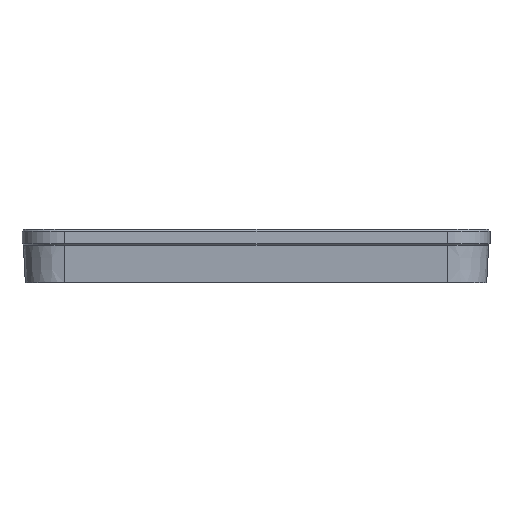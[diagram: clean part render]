
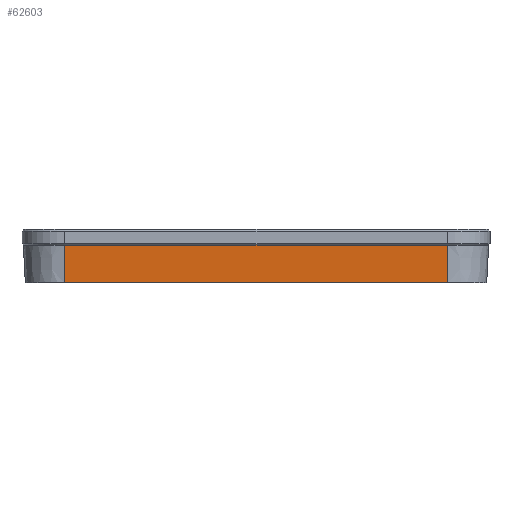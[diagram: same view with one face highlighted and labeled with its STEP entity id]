
A CAD part, left-side view. The second image highlights one B-rep face of the part: STEP entity #62603.
In plain terms, the highlighted face is planar.
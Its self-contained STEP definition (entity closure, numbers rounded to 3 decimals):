
#294=DIRECTION('',(0.,0.,1.));
#295=VECTOR('',#294,72.);
#296=CARTESIAN_POINT('',(-43.383,0.,-36.));
#297=LINE('16325',#296,#295);
#448=DIRECTION('',(-0.052,0.999,0.));
#449=VECTOR('',#448,7.01);
#450=CARTESIAN_POINT('',(-43.383,0.,36.));
#451=LINE('16342',#450,#449);
#455=DIRECTION('',(-0.052,0.999,0.));
#456=VECTOR('',#455,7.01);
#457=CARTESIAN_POINT('',(-43.383,0.,-36.));
#458=LINE('16341',#457,#456);
#515=DIRECTION('',(0.,0.,1.));
#516=VECTOR('',#515,72.);
#517=CARTESIAN_POINT('',(-43.75,7.,-36.));
#518=LINE('16333',#517,#516);
#55649=CARTESIAN_POINT('',(-43.383,0.,-36.));
#55651=VERTEX_POINT('',#55649);
#55652=CARTESIAN_POINT('',(-43.383,0.,36.));
#55653=VERTEX_POINT('',#55652);
#55665=CARTESIAN_POINT('',(-43.75,7.,-36.));
#55667=VERTEX_POINT('',#55665);
#55668=CARTESIAN_POINT('',(-43.75,7.,36.));
#55669=VERTEX_POINT('',#55668);
#62591=CARTESIAN_POINT('',(-43.75,7.,-37.12));
#62592=DIRECTION('',(-0.999,-0.052,0.));
#62593=DIRECTION('',(0.,0.,1.));
#62594=AXIS2_PLACEMENT_3D('',#62591,#62592,#62593);
#62595=PLANE('16320',#62594);
#62596=ORIENTED_EDGE('16325',*,*,#62401,.F.);
#62597=ORIENTED_EDGE('16341',*,*,#62453,.T.);
#62599=ORIENTED_EDGE('16333',*,*,#62598,.T.);
#62600=ORIENTED_EDGE('16342',*,*,#62576,.F.);
#62601=EDGE_LOOP('16320',(#62596,#62597,#62599,#62600));
#62602=FACE_OUTER_BOUND('16320',#62601,.F.);
#62603=ADVANCED_FACE('16320',(#62602),#62595,.T.);
#62401=EDGE_CURVE('16325',#55651,#55653,#297,.T.);
#62453=EDGE_CURVE('16341',#55651,#55667,#458,.T.);
#62576=EDGE_CURVE('16342',#55653,#55669,#451,.T.);
#62598=EDGE_CURVE('16333',#55667,#55669,#518,.T.);
